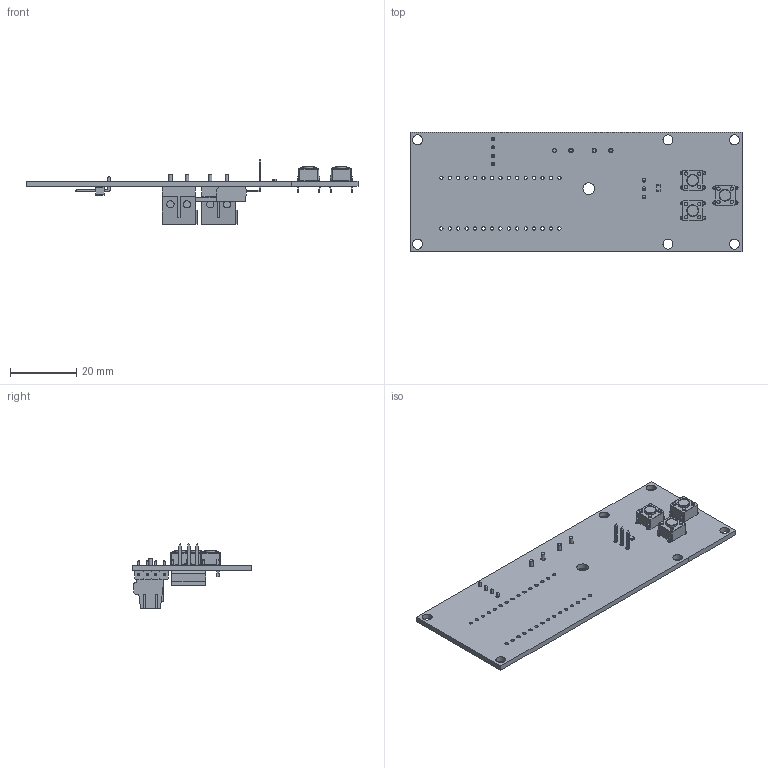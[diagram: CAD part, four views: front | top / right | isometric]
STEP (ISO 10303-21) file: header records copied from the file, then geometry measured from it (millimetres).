
FILE_DESCRIPTION(('KiCad electronic assembly'),'2;1');
FILE_NAME('UVLEDController.step','2022-07-02T14:21:26',('Pcbnew'),( 'Kicad'),'Open CASCADE STEP processor 7.5','KiCad to STEP converter' ,'Unknown');
FILE_SCHEMA(('AUTOMOTIVE_DESIGN { 1 0 10303 214 1 1 1 1 }'));
Length unit declared in the file: millimetre
Products named in the file (12): UVLEDController 1; R_0805_2012Metric; SOLID; SW_PUSH_6mm; TerminalBlock_Phoenix_PT-1,5-2-5.0-H_1x02_P5.00mm_Horizontal; PinHeader_1x04_P2.54mm_Horizontal; TO-220-3_Horizontal_TabUp; UVLEDController PCB
Assembly tree (14 placements, depth 3):
  UVLEDController 1
    R_0805_2012Metric
      SOLID
    SW_PUSH_6mm  x3
      SOLID
    TerminalBlock_Phoenix_PT-1,5-2-5.0-H_1x02_P5.00mm_Horizontal  x2
      SOLID
    PinHeader_1x04_P2.54mm_Horizontal
      SOLID
    TO-220-3_Horizontal_TabUp
      SOLID
    UVLEDController PCB
Bounding box: 100 x 36 x 19.53 mm (x, y, z)
Volume: 7937.2 mm3; surface area: 11399 mm2
Topology: 9 solids, 9 shells, 852 faces, 2262 edges, 1467 vertices
Faces by surface type: bspline 785, cylinder 60, plane 7
Full cylindrical faces by diameter (mm): 1 x34, 1.1 x15, 1.3 x4, 3 x6, 3.5 x1
Entity records: 34817 total; most frequent: CARTESIAN_POINT 12441, B_SPLINE_CURVE_WITH_KNOTS 3171, ORIENTED_EDGE 2732, PCURVE 2732, DEFINITIONAL_REPRESENTATION 2732, EDGE_CURVE 1366, SURFACE_CURVE 1291, VERTEX_POINT 883
